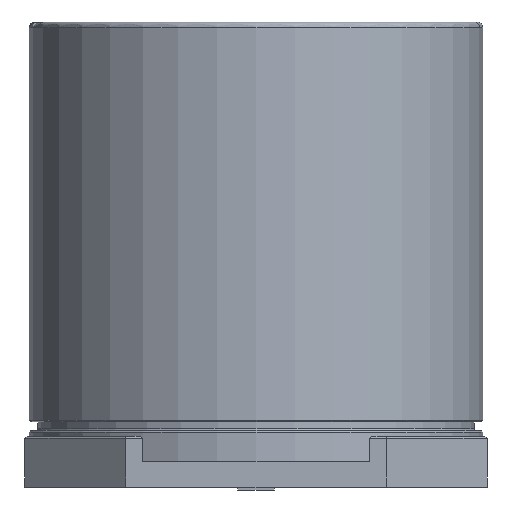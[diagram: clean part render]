
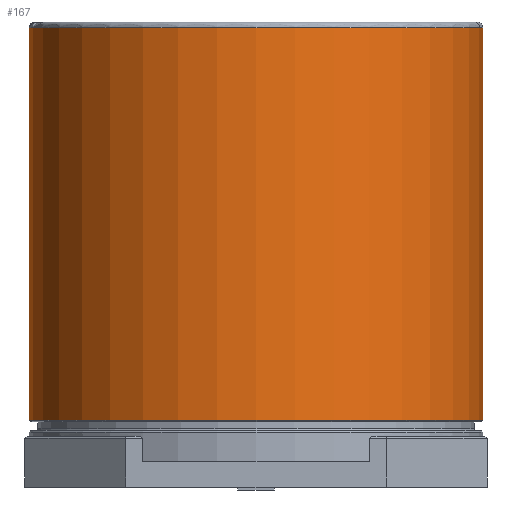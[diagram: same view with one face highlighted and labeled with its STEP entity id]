
A CAD part, left-side view. The second image highlights one B-rep face of the part: STEP entity #167.
In plain terms, the highlighted cylindrical face has radius 8 mm (diameter 16 mm), a full revolution.
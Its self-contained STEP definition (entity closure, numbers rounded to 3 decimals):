
#122 = VERTEX_POINT('',#123);
#123 = CARTESIAN_POINT('',(8.,0.,2.46));
#129 = EDGE_CURVE('',#122,#122,#130,.T.);
#130 = CIRCLE('',#131,8.);
#131 = AXIS2_PLACEMENT_3D('',#132,#133,#134);
#132 = CARTESIAN_POINT('',(0.,0.,2.46));
#133 = DIRECTION('',(0.,0.,1.));
#134 = DIRECTION('',(1.,0.,0.));
#167 = ADVANCED_FACE('',(#168),#187,.T.);
#168 = FACE_BOUND('',#169,.T.);
#169 = EDGE_LOOP('',(#170,#171,#179,#186));
#170 = ORIENTED_EDGE('',*,*,#129,.T.);
#171 = ORIENTED_EDGE('',*,*,#172,.T.);
#172 = EDGE_CURVE('',#122,#173,#175,.T.);
#173 = VERTEX_POINT('',#174);
#174 = CARTESIAN_POINT('',(8.,0.,16.3));
#175 = LINE('',#176,#177);
#176 = CARTESIAN_POINT('',(8.,0.,2.4));
#177 = VECTOR('',#178,1.);
#178 = DIRECTION('',(0.,0.,1.));
#179 = ORIENTED_EDGE('',*,*,#180,.F.);
#180 = EDGE_CURVE('',#173,#173,#181,.T.);
#181 = CIRCLE('',#182,8.);
#182 = AXIS2_PLACEMENT_3D('',#183,#184,#185);
#183 = CARTESIAN_POINT('',(0.,0.,16.3));
#184 = DIRECTION('',(0.,0.,1.));
#185 = DIRECTION('',(1.,0.,0.));
#186 = ORIENTED_EDGE('',*,*,#172,.F.);
#187 = CYLINDRICAL_SURFACE('',#188,8.);
#188 = AXIS2_PLACEMENT_3D('',#189,#190,#191);
#189 = CARTESIAN_POINT('',(0.,0.,2.4));
#190 = DIRECTION('',(0.,0.,-1.));
#191 = DIRECTION('',(1.,0.,0.));
